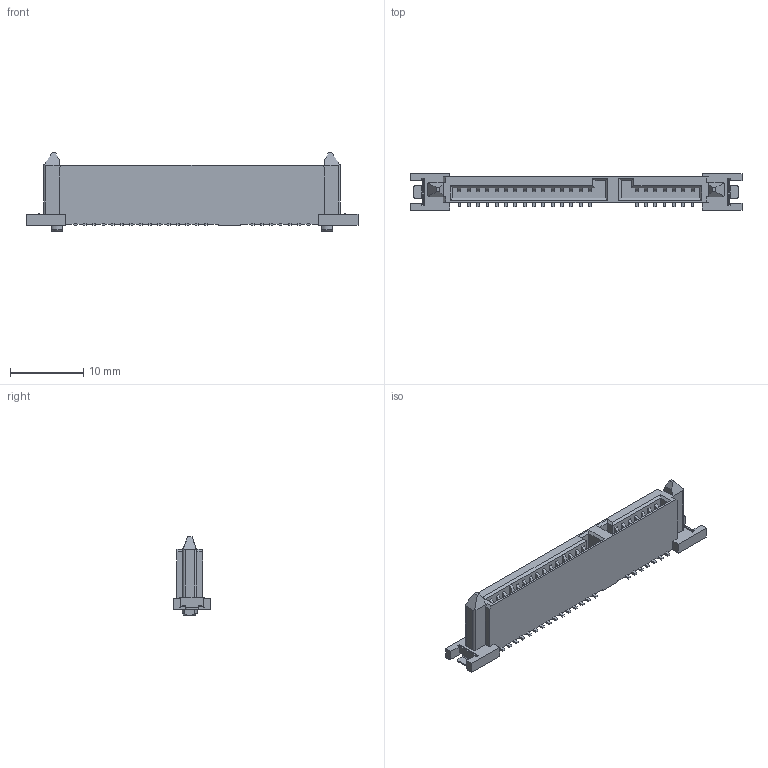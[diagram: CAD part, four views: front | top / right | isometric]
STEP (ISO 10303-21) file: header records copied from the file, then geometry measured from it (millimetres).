
FILE_DESCRIPTION((''),'2;1');
FILE_NAME('C-1735284-2','2017-12-27T',('workeradm'),('TE Connectivity Ltd.'),'CREO PARAMETRIC BY PTC INC, 2016050','CREO PARAMETRIC BY PTC INC, 2016050','');
FILE_SCHEMA(('AUTOMOTIVE_DESIGN { 1 0 10303 214 1 1 1 1 }'));
Length unit declared in the file: millimetre
Products named in the file (1): C-1735284-2
Bounding box: 45.22 x 5 x 10.65 mm (x, y, z)
Volume: 816 mm3; surface area: 1595.6 mm2
Topology: 1 solids, 1 shells, 688 faces, 2018 edges, 1336 vertices
Faces by surface type: plane 444, cylinder 240, cone 4
Entity records: 22974 total; most frequent: CARTESIAN_POINT 4116, ORIENTED_EDGE 4036, DIRECTION 3862, EDGE_CURVE 2018, VECTOR 1518, LINE 1518, VERTEX_POINT 1336, AXIS2_PLACEMENT_3D 1172
